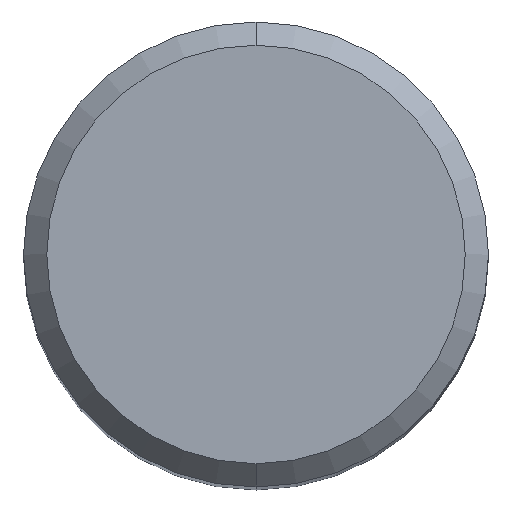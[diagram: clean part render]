
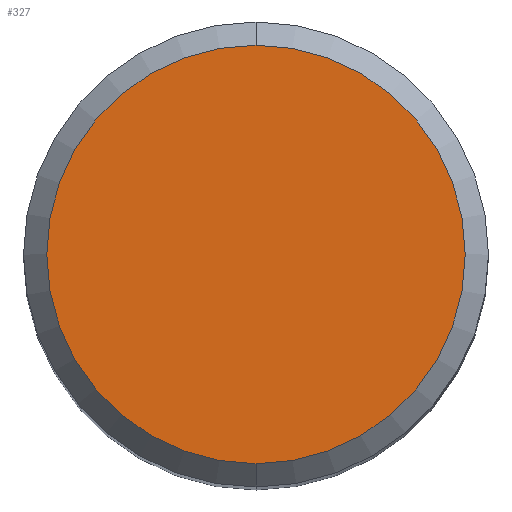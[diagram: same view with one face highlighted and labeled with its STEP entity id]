
A CAD part, top view. The second image highlights one B-rep face of the part: STEP entity #327.
In plain terms, the highlighted planar face has unit normal (0, 0, 1).
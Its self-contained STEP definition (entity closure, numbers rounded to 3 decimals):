
#179=VERTEX_POINT('',#472);
#225=EDGE_CURVE('',#179,#285,#521,.T.);
#285=VERTEX_POINT('',#589);
#321=EDGE_CURVE('',#285,#179,#629,.T.);
#327=ADVANCED_FACE('',(#635),#636,.T.);
#472=CARTESIAN_POINT('',(0.0,4.5,0.0));
#521=CIRCLE('',#915,4.5);
#589=CARTESIAN_POINT('',(0.,-4.5,0.0));
#629=CIRCLE('',#1136,4.5);
#635=FACE_OUTER_BOUND('',#1144,.T.);
#636=PLANE('',#1145);
#915=AXIS2_PLACEMENT_3D('',#1477,#1478,#1479);
#1136=AXIS2_PLACEMENT_3D('',#1622,#1623,#1624);
#1144=EDGE_LOOP('',(#1627,#1628));
#1145=AXIS2_PLACEMENT_3D('',#1629,#1630,#1631);
#1477=CARTESIAN_POINT('',(0.0,0.0,0.0));
#1478=DIRECTION('',(0.0,0.0,-1.0));
#1479=DIRECTION('',(0.0,1.0,0.0));
#1622=CARTESIAN_POINT('',(0.0,0.0,0.0));
#1623=DIRECTION('',(0.0,0.0,-1.0));
#1624=DIRECTION('',(0.0,1.0,0.0));
#1627=ORIENTED_EDGE('',*,*,#225,.F.);
#1628=ORIENTED_EDGE('',*,*,#321,.F.);
#1629=CARTESIAN_POINT('',(0.0,2.25,0.0));
#1630=DIRECTION('',(-0.0,0.0,1.0));
#1631=DIRECTION('',(0.0,-1.0,0.0));
